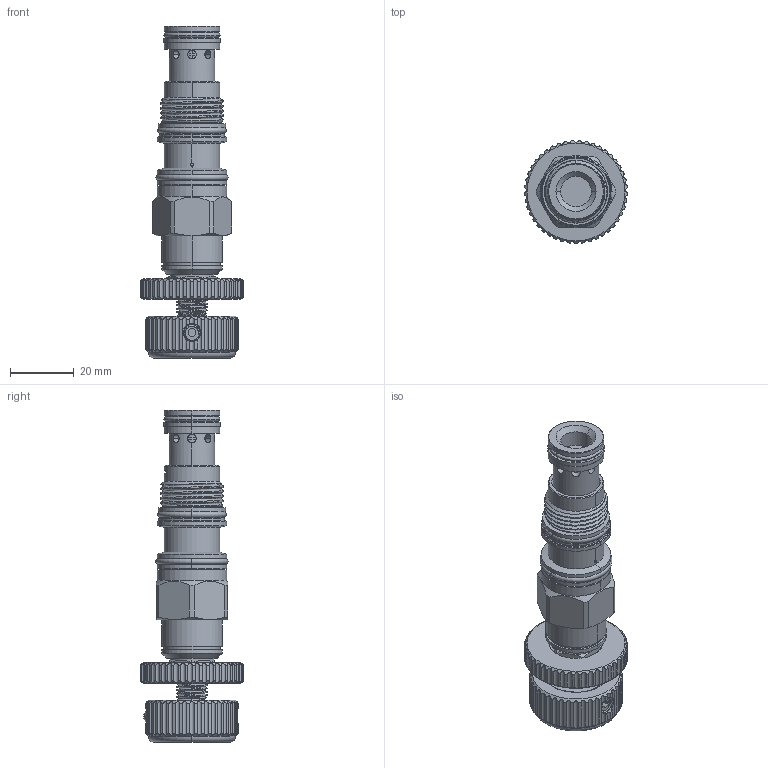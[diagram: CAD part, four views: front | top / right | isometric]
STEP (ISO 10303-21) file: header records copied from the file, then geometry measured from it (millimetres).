
FILE_DESCRIPTION (( 'STEP AP203' ), '1' );
FILE_NAME ('SP11A30-K.STEP', '2016-08-11T00:27:10', ( '' ), ( '' ), 'SwSTEP 2.0', 'SolidWorks 2012', '' );
FILE_SCHEMA (( 'CONFIG_CONTROL_DESIGN' ));
Products named in the file (1): SP11A30-K
Bounding box: 32.2 x 32.18 x 103.8 mm (x, y, z)
Volume: 34783.8 mm3; surface area: 14394.2 mm2
Topology: 4 solids, 7 shells, 711 faces, 1981 edges, 1269 vertices
Faces by surface type: cylinder 432, plane 156, cone 59, bspline 32, torus 28, sphere 4
Entity records: 44366 total; most frequent: CARTESIAN_POINT 27034, ORIENTED_EDGE 3934, DIRECTION 3284, EDGE_CURVE 1967, AXIS2_PLACEMENT_3D 1275, VERTEX_POINT 1269, EDGE_LOOP 762, LINE 734
